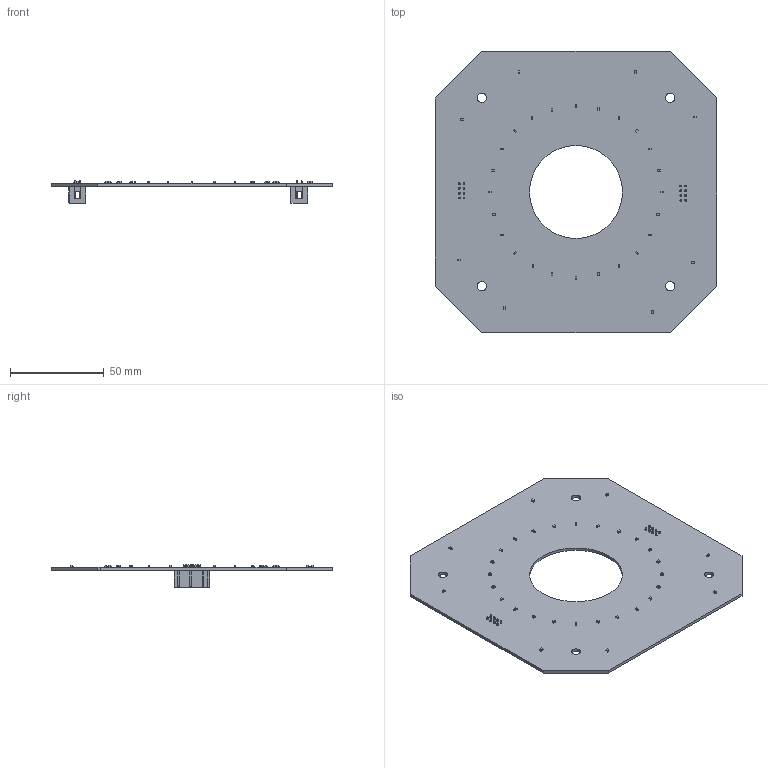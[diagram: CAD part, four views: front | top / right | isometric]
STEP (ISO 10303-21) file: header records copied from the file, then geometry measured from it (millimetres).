
FILE_DESCRIPTION(('FreeCAD Model'),'2;1');
FILE_NAME( 'Face1.step', '2019-07-10T02:14:53',('Author'),(''), 'Open CASCADE STEP processor 7.3','FreeCAD','Unknown');
FILE_SCHEMA(('AUTOMOTIVE_DESIGN { 1 0 10303 214 1 1 1 1 }'));
Length unit declared in the file: millimetre
Products named in the file (41): Face1; Board_GeomsFace1; PcbFace1; PCB_Sketch; Step_ModelsFace1; TopFace1; LED1; LED033; LED034; LED037; LED035; LED038; LED036; LED039; LED040; LED041; LED032; LED043; LED042; LED047; LED045; LED044; LED048; LED050; LED046; LED052; LED051; LED053; LED055; LED054; LED059; LED056; LED057; LED058; LED060; LED062; LED049; LED061; BotFace1; J1_ ...
Assembly tree (40 placements, depth 4):
  Face1
    Board_GeomsFace1
      PcbFace1
      PCB_Sketch
    Step_ModelsFace1
      TopFace1
        LED1
        LED033
        LED034
        LED037
        LED035
        LED038
        LED036
        LED039
        LED040
        LED041
        LED032
        LED043
        LED042
        LED047
        LED045
        LED044
        LED048
        LED050
        LED046
        LED052
        LED051
        LED053
        LED055
        LED054
        LED059
        LED056
        LED057
        LED058
        LED060
        LED062
        LED049
        LED061
      BotFace1
        J1_
        J1_001
Bounding box: 149.86 x 149.86 x 12.1 mm (x, y, z)
Volume: 32162 mm3; surface area: 42317.3 mm2
Topology: 35 solids, 35 shells, 2004 faces, 5236 edges, 3379 vertices
Faces by surface type: plane 1709, cylinder 295
Full cylindrical faces by diameter (mm): 1 x12, 1.016 x16, 5 x4, 49.53 x1
Entity records: 74927 total; most frequent: CARTESIAN_POINT 10661, ORIENTED_EDGE 10452, DIRECTION 9929, EDGE_CURVE 5226, LINE 4633, VECTOR 4633, VERTEX_POINT 3360, AXIS2_PLACEMENT_3D 2648
